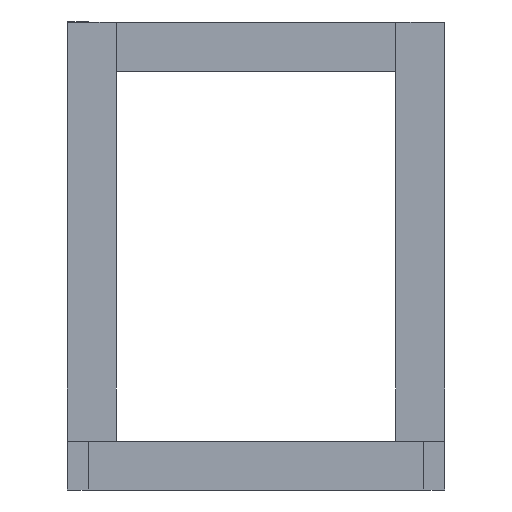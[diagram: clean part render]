
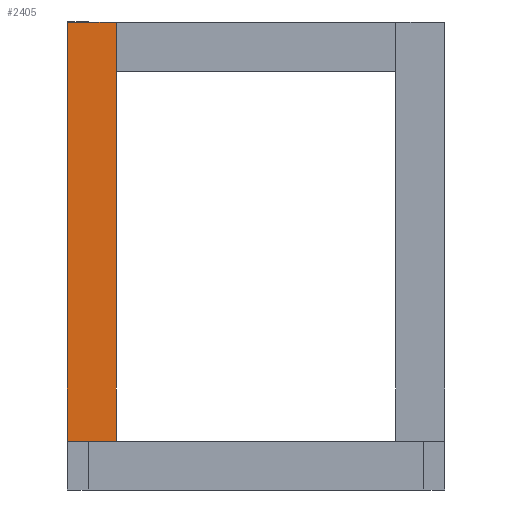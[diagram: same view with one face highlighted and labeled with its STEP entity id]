
A CAD part, front view. The second image highlights one B-rep face of the part: STEP entity #2405.
In plain terms, the highlighted planar face has unit normal (0, -1, 0).
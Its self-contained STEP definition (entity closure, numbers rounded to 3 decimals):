
#169=FACE_OUTER_BOUND('',#325,.T.);
#325=EDGE_LOOP('',(#1901,#1902,#1903,#1904));
#575=LINE('',#3720,#887);
#576=LINE('',#3723,#888);
#577=LINE('',#3725,#889);
#578=LINE('',#3726,#890);
#887=VECTOR('',#3055,10.);
#888=VECTOR('',#3058,10.);
#889=VECTOR('',#3059,10.);
#890=VECTOR('',#3060,10.);
#1137=VERTEX_POINT('',#3716);
#1138=VERTEX_POINT('',#3718);
#1139=VERTEX_POINT('',#3722);
#1140=VERTEX_POINT('',#3724);
#1407=EDGE_CURVE('',#1137,#1138,#575,.T.);
#1408=EDGE_CURVE('',#1139,#1137,#576,.T.);
#1409=EDGE_CURVE('',#1140,#1138,#577,.T.);
#1410=EDGE_CURVE('',#1139,#1140,#578,.T.);
#1901=ORIENTED_EDGE('',*,*,#1408,.T.);
#1902=ORIENTED_EDGE('',*,*,#1407,.T.);
#1903=ORIENTED_EDGE('',*,*,#1409,.F.);
#1904=ORIENTED_EDGE('',*,*,#1410,.F.);
#2249=PLANE('',#2613);
#2405=ADVANCED_FACE('',(#169),#2249,.T.);
#2613=AXIS2_PLACEMENT_3D('',#3721,#3056,#3057);
#3055=DIRECTION('',(0.,0.,1.));
#3056=DIRECTION('center_axis',(0.,-1.,0.));
#3057=DIRECTION('ref_axis',(1.,0.,0.));
#3058=DIRECTION('',(1.,0.,0.));
#3059=DIRECTION('',(1.,0.,0.));
#3060=DIRECTION('',(0.,0.,1.));
#3716=CARTESIAN_POINT('',(50.778,-38.064,101.752));
#3718=CARTESIAN_POINT('',(50.778,-38.064,863.752));
#3720=CARTESIAN_POINT('',(50.778,-38.064,101.752));
#3721=CARTESIAN_POINT('Origin',(-38.122,-38.064,101.752));
#3722=CARTESIAN_POINT('',(-38.122,-38.064,101.752));
#3723=CARTESIAN_POINT('',(-38.122,-38.064,101.752));
#3724=CARTESIAN_POINT('',(-38.122,-38.064,863.752));
#3725=CARTESIAN_POINT('',(-38.122,-38.064,863.752));
#3726=CARTESIAN_POINT('',(-38.122,-38.064,101.752));
